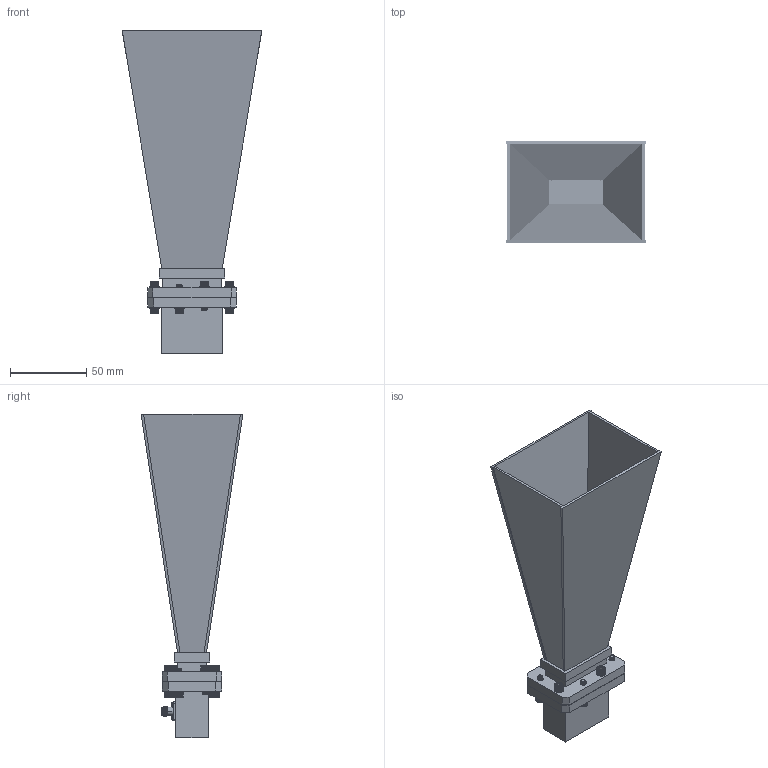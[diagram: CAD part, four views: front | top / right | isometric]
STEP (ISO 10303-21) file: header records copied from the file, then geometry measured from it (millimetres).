
FILE_DESCRIPTION (( 'STEP AP214' ), '1' );
FILE_NAME ('FM9859B-SF-15_3D.STEP', '2021-06-15T13:25:47', ( '' ), ( '' ), 'SwSTEP 2.0', 'SolidWorks 2020', '' );
FILE_SCHEMA (( 'AUTOMOTIVE_DESIGN' ));
Length unit declared in the file: inch
Products named in the file (5): FM9859B-SF-15_3D; 6-LW; PE9859B-15; 6-32SH-HXx.625_92196A150; PE9830
Assembly tree (18 placements, depth 2):
  FM9859B-SF-15_3D
    PE9830
    PE9859B-15
    6-32SH-HXx.625_92196A150  x8
    6-LW  x8
Bounding box: 91.54 x 66.65 x 211.85 mm (x, y, z)
Volume: 90828.6 mm3; surface area: 93035.7 mm2
Topology: 18 solids, 22 shells, 1999 faces, 4670 edges, 2751 vertices
Faces by surface type: plane 1228, cone 578, cylinder 144, bspline 47, torus 2
Full cylindrical faces by diameter (mm): 3.658 x4, 3.759 x4
Entity records: 25425 total; most frequent: CARTESIAN_POINT 13147, ORIENTED_EDGE 2680, DIRECTION 2221, EDGE_CURVE 1340, VERTEX_POINT 845, AXIS2_PLACEMENT_3D 843, EDGE_LOOP 617, FACE_OUTER_BOUND 551
